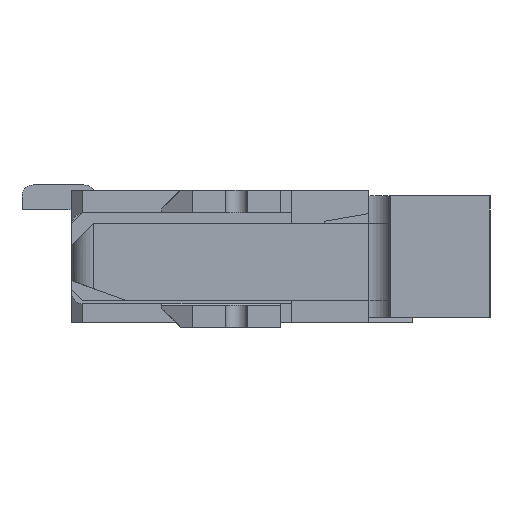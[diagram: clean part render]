
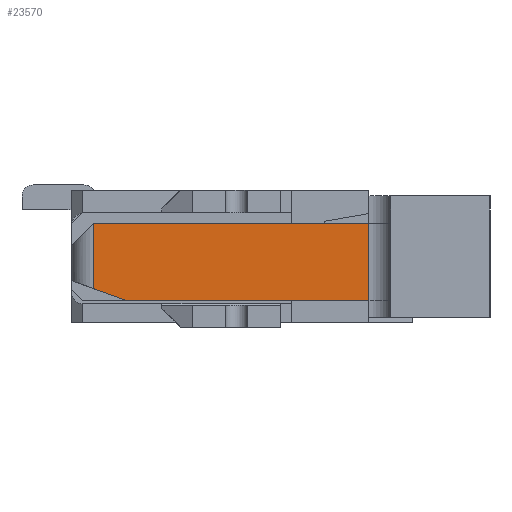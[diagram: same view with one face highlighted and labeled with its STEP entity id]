
A CAD part, left-side view. The second image highlights one B-rep face of the part: STEP entity #23570.
In plain terms, the highlighted planar face has unit normal (-1, 0, 0).
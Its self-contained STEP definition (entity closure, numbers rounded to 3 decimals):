
#6951=ORIENTED_EDGE('',*,*,#10800,.F.);
#6952=ORIENTED_EDGE('',*,*,#10810,.T.);
#6953=ORIENTED_EDGE('',*,*,#10811,.T.);
#6954=ORIENTED_EDGE('',*,*,#10809,.T.);
#6955=ORIENTED_EDGE('',*,*,#10812,.T.);
#10800=EDGE_CURVE('',#13188,#13189,#16202,.T.);
#10809=EDGE_CURVE('',#13192,#13194,#16209,.T.);
#10810=EDGE_CURVE('',#13188,#13195,#16210,.F.);
#10811=EDGE_CURVE('',#13195,#13192,#16211,.T.);
#10812=EDGE_CURVE('',#13194,#13189,#16212,.T.);
#13188=VERTEX_POINT('',#37504);
#13189=VERTEX_POINT('',#37506);
#13192=VERTEX_POINT('',#37517);
#13194=VERTEX_POINT('',#37521);
#13195=VERTEX_POINT('',#37525);
#16202=LINE('',#37505,#19259);
#16209=LINE('',#37522,#19266);
#16210=LINE('',#37524,#19267);
#16211=LINE('',#37526,#19268);
#16212=LINE('',#37527,#19269);
#19259=VECTOR('',#30623,1000.);
#19266=VECTOR('',#30638,1000.);
#19267=VECTOR('',#30641,1000.);
#19268=VECTOR('',#30642,1000.);
#19269=VECTOR('',#30643,1000.);
#20490=EDGE_LOOP('',(#6951,#6952,#6953,#6954,#6955));
#21585=FACE_BOUND('',#20490,.T.);
#22524=PLANE('',#25043);
#23570=ADVANCED_FACE('',(#21585),#22524,.F.);
#25043=AXIS2_PLACEMENT_3D('',#37523,#30639,#30640);
#30623=DIRECTION('',(0.,1.,0.));
#30638=DIRECTION('',(0.,1.,0.));
#30639=DIRECTION('',(1.,0.,0.));
#30640=DIRECTION('',(0.,0.,-1.));
#30641=DIRECTION('',(0.,0.,-1.));
#30642=DIRECTION('',(0.,0.94,0.342));
#30643=DIRECTION('',(0.,0.,-1.));
#37504=CARTESIAN_POINT('',(-10.15,-3.15,-0.3));
#37505=CARTESIAN_POINT('',(-10.15,-3.35,-0.3));
#37506=CARTESIAN_POINT('',(-10.15,-0.65,-0.3));
#37517=CARTESIAN_POINT('',(-10.15,-2.85,0.4));
#37521=CARTESIAN_POINT('',(-10.15,-0.65,0.4));
#37522=CARTESIAN_POINT('',(-10.15,-3.35,0.4));
#37523=CARTESIAN_POINT('',(-10.15,-3.35,0.4));
#37524=CARTESIAN_POINT('',(-10.15,-3.15,0.218));
#37525=CARTESIAN_POINT('',(-10.15,-3.15,0.291));
#37526=CARTESIAN_POINT('',(-10.15,-3.35,0.218));
#37527=CARTESIAN_POINT('',(-10.15,-0.65,0.4));
